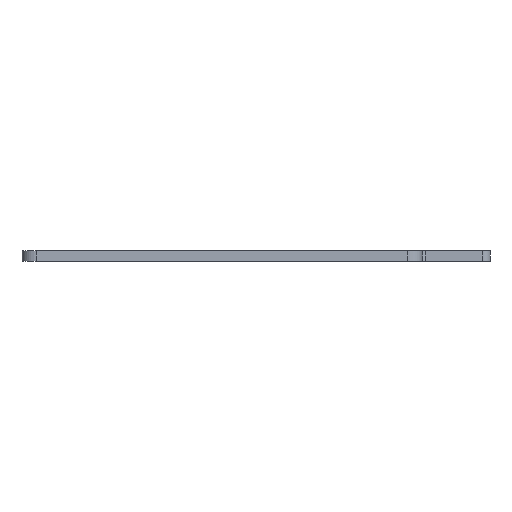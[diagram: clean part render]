
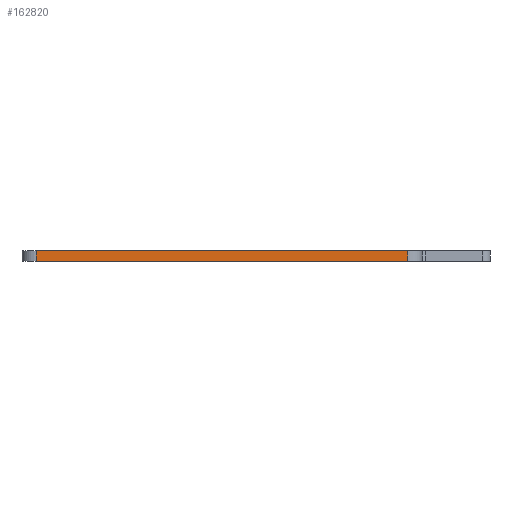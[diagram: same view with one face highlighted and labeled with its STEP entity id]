
A CAD part, left-side view. The second image highlights one B-rep face of the part: STEP entity #162820.
In plain terms, the highlighted planar face has unit normal (-1, 0, 0).
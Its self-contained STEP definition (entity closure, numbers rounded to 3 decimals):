
#158940=CARTESIAN_POINT('',(-11.75,-28.,1.5));
#158950=VERTEX_POINT('',#158940);
#158980=CARTESIAN_POINT('',(-11.75,-30.,1.5));
#158990=DIRECTION('',(0.,1.,0.));
#159000=VECTOR('',#158990,1.);
#159010=LINE('',#158980,#159000);
#159020=CARTESIAN_POINT('',(-11.75,24.,1.5));
#159030=VERTEX_POINT('',#159020);
#159040=EDGE_CURVE('',#158950,#159030,#159010,.T.);
#161200=CARTESIAN_POINT('',(-11.75,-28.,0.));
#161210=VERTEX_POINT('',#161200);
#161240=CARTESIAN_POINT('',(-11.75,-28.,1.5));
#161250=DIRECTION('',(0.,0.,1.));
#161260=VECTOR('',#161250,1.);
#161270=LINE('',#161240,#161260);
#161280=EDGE_CURVE('',#161210,#158950,#161270,.T.);
#162310=CARTESIAN_POINT('',(-11.75,24.,0.));
#162320=VERTEX_POINT('',#162310);
#162350=CARTESIAN_POINT('',(-11.75,-30.,0.));
#162360=DIRECTION('',(0.,1.,0.));
#162370=VECTOR('',#162360,1.);
#162380=LINE('',#162350,#162370);
#162390=EDGE_CURVE('',#161210,#162320,#162380,.T.);
#162660=CARTESIAN_POINT('',(-11.75,24.,1.5));
#162670=DIRECTION('',(-1.,0.,0.));
#162680=DIRECTION('',(0.,1.,0.));
#162690=AXIS2_PLACEMENT_3D('',#162660,#162670,#162680);
#162700=PLANE('',#162690);
#162710=ORIENTED_EDGE('',*,*,#161280,.T.);
#162720=ORIENTED_EDGE('',*,*,#162390,.F.);
#162730=CARTESIAN_POINT('',(-11.75,24.,1.5));
#162740=DIRECTION('',(0.,0.,1.));
#162750=VECTOR('',#162740,1.);
#162760=LINE('',#162730,#162750);
#162770=EDGE_CURVE('',#162320,#159030,#162760,.T.);
#162780=ORIENTED_EDGE('',*,*,#162770,.F.);
#162790=ORIENTED_EDGE('',*,*,#159040,.T.);
#162800=EDGE_LOOP('',(#162790,#162780,#162720,#162710));
#162810=FACE_OUTER_BOUND('',#162800,.T.);
#162820=ADVANCED_FACE('',(#162810),#162700,.T.);
